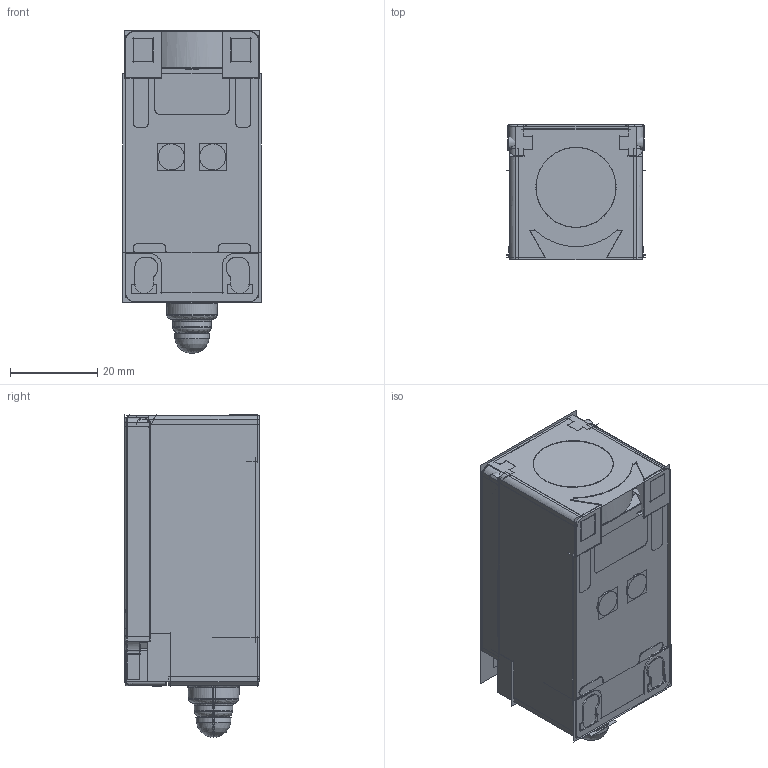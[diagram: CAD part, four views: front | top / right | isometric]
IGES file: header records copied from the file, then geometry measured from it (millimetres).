
Start section:  PTC IGES file: 212894.igs
Global section: file name: 212894.igs; native system: Creo Parametric by PTC Inc.; preprocessor: 2018300; author: pdmadmin; organization: Unknown; date: 20191114.091134; units: millimetre
Bounding box: 31.72 x 31.1 x 74.11 mm (x, y, z)
Volume: 49516 mm3; surface area: 58234.4 mm2
Topology: 1 solids, 1 shells, 732 faces, 3764 edges, 4693 vertices
Faces by surface type: bspline 414, revolution 318
